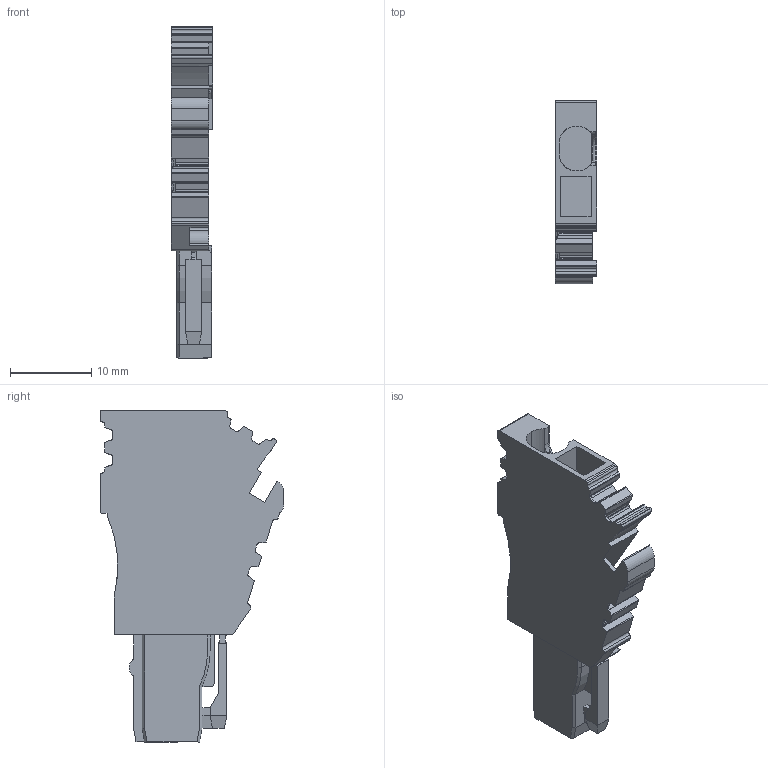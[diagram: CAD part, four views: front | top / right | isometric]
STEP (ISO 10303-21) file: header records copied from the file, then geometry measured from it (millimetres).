
FILE_DESCRIPTION(('CATIA V5 STEP Exchange','CAx-IF Rec.Pracs.--- Model Styling and Organization---1.4--- 2014-01-23'),'2;1');
FILE_NAME ('035615-2_1', '2019-02-21T07:59:25+00:00', ('none'), ('Weidmueller'), 'CATIA Version 5-6 Release 2016 SP3 HF44', 'CATIA V5 STEP AP214', 'none');
FILE_SCHEMA(('AUTOMOTIVE_DESIGN { 1 0 10303 214 1 1 1 1 }'));
Length unit declared in the file: millimetre
Products named in the file (1): 1007920000
Bounding box: 5.1 x 22.55 x 40.75 mm (x, y, z)
Volume: 2199.1 mm3; surface area: 2507.4 mm2
Topology: 1 solids, 1 shells, 536 faces, 1470 edges, 950 vertices
Faces by surface type: plane 252, cylinder 173, cone 55, torus 51, extrusion 5
Entity records: 17838 total; most frequent: CARTESIAN_POINT 4195, ORIENTED_EDGE 2940, DIRECTION 2295, EDGE_CURVE 1470, VERTEX_POINT 950, VECTOR 925, LINE 920, AXIS2_PLACEMENT_3D 871
